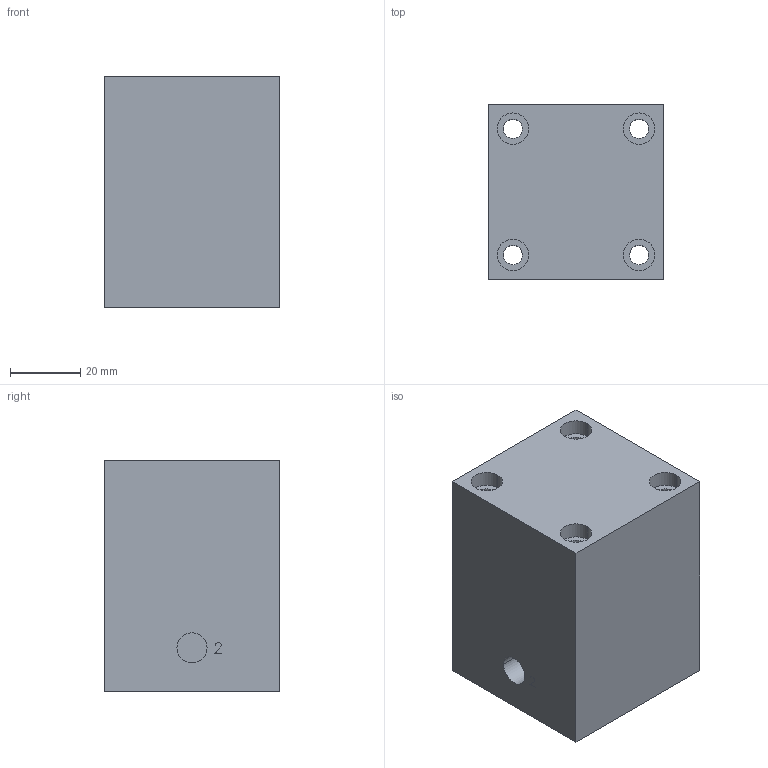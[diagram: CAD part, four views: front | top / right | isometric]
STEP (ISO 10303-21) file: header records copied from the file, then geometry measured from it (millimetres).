
FILE_DESCRIPTION (( 'STEP AP214' ), '1' );
FILE_NAME ('SZ-18-310_Airtec.step', '2018-11-27T10:16:54', ( '' ), ( '' ), 'SwSTEP 2.0', 'SolidWorks 2010', '' );
FILE_SCHEMA (( 'AUTOMOTIVE_DESIGN' ));
Length unit declared in the file: millimetre
Products named in the file (1): SZ-18-310_Airtec
Bounding box: 50 x 50 x 66 mm (x, y, z)
Volume: 155704.3 mm3; surface area: 23871.6 mm2
Topology: 1 solids, 1 shells, 189 faces, 513 edges, 342 vertices
Faces by surface type: plane 163, cylinder 26
Entity records: 5929 total; most frequent: CARTESIAN_POINT 1045, ORIENTED_EDGE 1026, DIRECTION 945, EDGE_CURVE 513, VECTOR 461, LINE 461, VERTEX_POINT 342, AXIS2_PLACEMENT_3D 242
